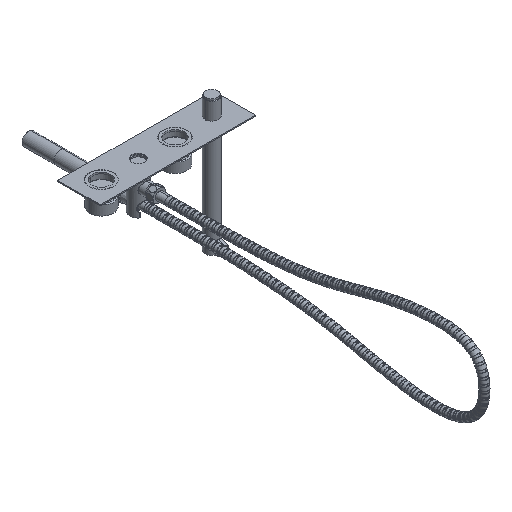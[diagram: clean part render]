
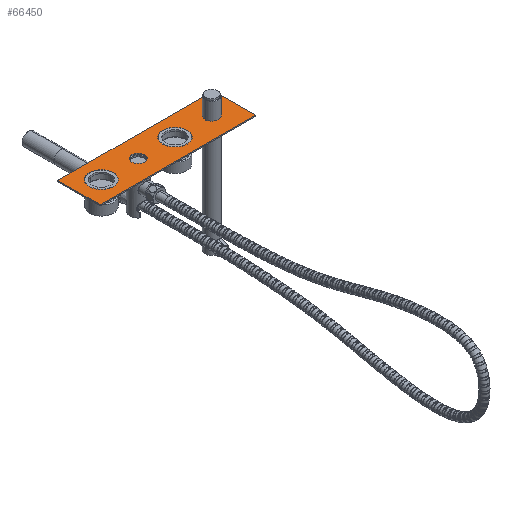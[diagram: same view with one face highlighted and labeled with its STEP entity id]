
A CAD part, isometric view. The second image highlights one B-rep face of the part: STEP entity #66450.
In plain terms, the highlighted planar face has unit normal (0, 0, 1).
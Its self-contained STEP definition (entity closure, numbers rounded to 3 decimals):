
#1178 = DIRECTION ( 'NONE',  ( 1., 0., 0. ) ) ;
#1876 = EDGE_LOOP ( 'NONE', ( #164870, #171366 ) ) ;
#5801 = AXIS2_PLACEMENT_3D ( 'NONE', #66790, #36152, #155542 ) ;
#6201 = CARTESIAN_POINT ( 'NONE',  ( -147.5, -40., -55.3 ) ) ;
#6300 = DIRECTION ( 'NONE',  ( 0., 0., 1. ) ) ;
#9616 = AXIS2_PLACEMENT_3D ( 'NONE', #15087, #46734, #108073 ) ;
#11400 = CIRCLE ( 'NONE', #180789, 23. ) ;
#13187 = EDGE_CURVE ( 'NONE', #110022, #25817, #122304, .T. ) ;
#13935 = CARTESIAN_POINT ( 'NONE',  ( 147.5, -40., -55.3 ) ) ;
#15087 = CARTESIAN_POINT ( 'NONE',  ( 0., -40., -55.3 ) ) ;
#15284 = ORIENTED_EDGE ( 'NONE', *, *, #49099, .F. ) ;
#15402 = AXIS2_PLACEMENT_3D ( 'NONE', #30643, #157077, #19324 ) ;
#16803 = VERTEX_POINT ( 'NONE', #47147 ) ;
#17897 = AXIS2_PLACEMENT_3D ( 'NONE', #69669, #6300, #144112 ) ;
#19324 = DIRECTION ( 'NONE',  ( 1., 0., 0. ) ) ;
#22681 = CARTESIAN_POINT ( 'NONE',  ( 117., 0., -55.3 ) ) ;
#25817 = VERTEX_POINT ( 'NONE', #165932 ) ;
#26403 = FACE_BOUND ( 'NONE', #1876, .T. ) ;
#29000 = VECTOR ( 'NONE', #75302, 1000. ) ;
#29389 = ORIENTED_EDGE ( 'NONE', *, *, #62046, .F. ) ;
#29981 = AXIS2_PLACEMENT_3D ( 'NONE', #84788, #133702, #99137 ) ;
#30643 = CARTESIAN_POINT ( 'NONE',  ( -35., 0., -55.3 ) ) ;
#36152 = DIRECTION ( 'NONE',  ( 0., 0., 1. ) ) ;
#43513 = AXIS2_PLACEMENT_3D ( 'NONE', #66041, #188397, #158792 ) ;
#46734 = DIRECTION ( 'NONE',  ( 0., 0., -1. ) ) ;
#47147 = CARTESIAN_POINT ( 'NONE',  ( 58., 0., -55.3 ) ) ;
#47267 = CARTESIAN_POINT ( 'NONE',  ( 105., 0., -55.3 ) ) ;
#49099 = EDGE_CURVE ( 'NONE', #107037, #183926, #165554, .T. ) ;
#49883 = CARTESIAN_POINT ( 'NONE',  ( 105., 0., -55.3 ) ) ;
#51411 = CIRCLE ( 'NONE', #5801, 23. ) ;
#55297 = DIRECTION ( 'NONE',  ( 1., 0., 0. ) ) ;
#59357 = ORIENTED_EDGE ( 'NONE', *, *, #13187, .F. ) ;
#62046 = EDGE_CURVE ( 'NONE', #154166, #16803, #11400, .T. ) ;
#64767 = CARTESIAN_POINT ( 'NONE',  ( -47., 0., -55.3 ) ) ;
#65359 = EDGE_CURVE ( 'NONE', #131879, #77818, #72286, .T. ) ;
#66041 = CARTESIAN_POINT ( 'NONE',  ( -105., 0., -55.3 ) ) ;
#66450 = ADVANCED_FACE ( 'NONE', ( #88780, #102074, #189981, #26403, #98309 ), #148888, .F. ) ;
#66790 = CARTESIAN_POINT ( 'NONE',  ( 35., 0., -55.3 ) ) ;
#69669 = CARTESIAN_POINT ( 'NONE',  ( -35., 0., -55.3 ) ) ;
#72286 = LINE ( 'NONE', #13935, #29000 ) ;
#75302 = DIRECTION ( 'NONE',  ( 0., 1., 0. ) ) ;
#75774 = EDGE_CURVE ( 'NONE', #184783, #167745, #100221, .T. ) ;
#77355 = EDGE_LOOP ( 'NONE', ( #149232, #29389 ) ) ;
#77818 = VERTEX_POINT ( 'NONE', #149234 ) ;
#84788 = CARTESIAN_POINT ( 'NONE',  ( -105., 0., -55.3 ) ) ;
#88780 = FACE_BOUND ( 'NONE', #117158, .T. ) ;
#88918 = CIRCLE ( 'NONE', #121502, 12. ) ;
#90754 = LINE ( 'NONE', #106032, #158226 ) ;
#91281 = ORIENTED_EDGE ( 'NONE', *, *, #95493, .F. ) ;
#95493 = EDGE_CURVE ( 'NONE', #25817, #110022, #96985, .T. ) ;
#96326 = VECTOR ( 'NONE', #1178, 1000. ) ;
#96985 = CIRCLE ( 'NONE', #15402, 12. ) ;
#98309 = FACE_OUTER_BOUND ( 'NONE', #146564, .T. ) ;
#99137 = DIRECTION ( 'NONE',  ( 1., 0., 0. ) ) ;
#100221 = LINE ( 'NONE', #6201, #151595 ) ;
#100590 = CARTESIAN_POINT ( 'NONE',  ( -147.5, -40., -55.3 ) ) ;
#102074 = FACE_BOUND ( 'NONE', #77355, .T. ) ;
#106032 = CARTESIAN_POINT ( 'NONE',  ( -147.5, 40., -55.3 ) ) ;
#107037 = VERTEX_POINT ( 'NONE', #176251 ) ;
#108073 = DIRECTION ( 'NONE',  ( -1., 0., 0. ) ) ;
#108487 = EDGE_CURVE ( 'NONE', #167745, #131879, #158282, .T. ) ;
#110022 = VERTEX_POINT ( 'NONE', #64767 ) ;
#110629 = DIRECTION ( 'NONE',  ( 0., 0., 1. ) ) ;
#111723 = ORIENTED_EDGE ( 'NONE', *, *, #123757, .F. ) ;
#112241 = DIRECTION ( 'NONE',  ( 1., 0., 0. ) ) ;
#113608 = CARTESIAN_POINT ( 'NONE',  ( 35., 0., -55.3 ) ) ;
#115970 = VERTEX_POINT ( 'NONE', #151385 ) ;
#117158 = EDGE_LOOP ( 'NONE', ( #111723, #15284 ) ) ;
#121150 = DIRECTION ( 'NONE',  ( 1., 0., 0. ) ) ;
#121502 = AXIS2_PLACEMENT_3D ( 'NONE', #47267, #110629, #121150 ) ;
#122304 = CIRCLE ( 'NONE', #17897, 12. ) ;
#122507 = CARTESIAN_POINT ( 'NONE',  ( -147.5, 40., -55.3 ) ) ;
#123757 = EDGE_CURVE ( 'NONE', #183926, #107037, #88918, .T. ) ;
#126517 = EDGE_CURVE ( 'NONE', #16803, #154166, #51411, .T. ) ;
#129302 = CARTESIAN_POINT ( 'NONE',  ( 12., 0., -55.3 ) ) ;
#131879 = VERTEX_POINT ( 'NONE', #199230 ) ;
#133702 = DIRECTION ( 'NONE',  ( 0., 0., 1. ) ) ;
#133972 = EDGE_CURVE ( 'NONE', #115970, #153074, #192968, .T. ) ;
#141226 = DIRECTION ( 'NONE',  ( 0., -1., 0. ) ) ;
#141299 = EDGE_CURVE ( 'NONE', #153074, #115970, #192942, .T. ) ;
#143014 = CARTESIAN_POINT ( 'NONE',  ( -82., 0., -55.3 ) ) ;
#144112 = DIRECTION ( 'NONE',  ( 1., 0., 0. ) ) ;
#144617 = ORIENTED_EDGE ( 'NONE', *, *, #108487, .T. ) ;
#145703 = EDGE_CURVE ( 'NONE', #77818, #184783, #90754, .T. ) ;
#146564 = EDGE_LOOP ( 'NONE', ( #188700, #144617, #199234, #190271 ) ) ;
#148888 = PLANE ( 'NONE',  #9616 ) ;
#149232 = ORIENTED_EDGE ( 'NONE', *, *, #126517, .F. ) ;
#149234 = CARTESIAN_POINT ( 'NONE',  ( 147.5, 40., -55.3 ) ) ;
#151385 = CARTESIAN_POINT ( 'NONE',  ( -128., 0., -55.3 ) ) ;
#151595 = VECTOR ( 'NONE', #141226, 1000. ) ;
#153074 = VERTEX_POINT ( 'NONE', #143014 ) ;
#154166 = VERTEX_POINT ( 'NONE', #129302 ) ;
#155542 = DIRECTION ( 'NONE',  ( 1., 0., 0. ) ) ;
#157077 = DIRECTION ( 'NONE',  ( 0., 0., 1. ) ) ;
#158226 = VECTOR ( 'NONE', #199782, 1000. ) ;
#158282 = LINE ( 'NONE', #168819, #96326 ) ;
#158792 = DIRECTION ( 'NONE',  ( 1., 0., 0. ) ) ;
#160041 = DIRECTION ( 'NONE',  ( 0., 0., 1. ) ) ;
#164870 = ORIENTED_EDGE ( 'NONE', *, *, #141299, .F. ) ;
#165554 = CIRCLE ( 'NONE', #172097, 12. ) ;
#165932 = CARTESIAN_POINT ( 'NONE',  ( -23., 0., -55.3 ) ) ;
#167745 = VERTEX_POINT ( 'NONE', #100590 ) ;
#168819 = CARTESIAN_POINT ( 'NONE',  ( -147.5, -40., -55.3 ) ) ;
#169413 = EDGE_LOOP ( 'NONE', ( #91281, #59357 ) ) ;
#171366 = ORIENTED_EDGE ( 'NONE', *, *, #133972, .F. ) ;
#172097 = AXIS2_PLACEMENT_3D ( 'NONE', #49883, #160041, #112241 ) ;
#175717 = DIRECTION ( 'NONE',  ( 0., 0., 1. ) ) ;
#176251 = CARTESIAN_POINT ( 'NONE',  ( 93., 0., -55.3 ) ) ;
#180789 = AXIS2_PLACEMENT_3D ( 'NONE', #113608, #175717, #55297 ) ;
#183926 = VERTEX_POINT ( 'NONE', #22681 ) ;
#184783 = VERTEX_POINT ( 'NONE', #122507 ) ;
#188397 = DIRECTION ( 'NONE',  ( 0., 0., 1. ) ) ;
#188700 = ORIENTED_EDGE ( 'NONE', *, *, #75774, .T. ) ;
#189981 = FACE_BOUND ( 'NONE', #169413, .T. ) ;
#190271 = ORIENTED_EDGE ( 'NONE', *, *, #145703, .T. ) ;
#192942 = CIRCLE ( 'NONE', #43513, 23. ) ;
#192968 = CIRCLE ( 'NONE', #29981, 23. ) ;
#199230 = CARTESIAN_POINT ( 'NONE',  ( 147.5, -40., -55.3 ) ) ;
#199234 = ORIENTED_EDGE ( 'NONE', *, *, #65359, .T. ) ;
#199782 = DIRECTION ( 'NONE',  ( -1., 0., 0. ) ) ;
